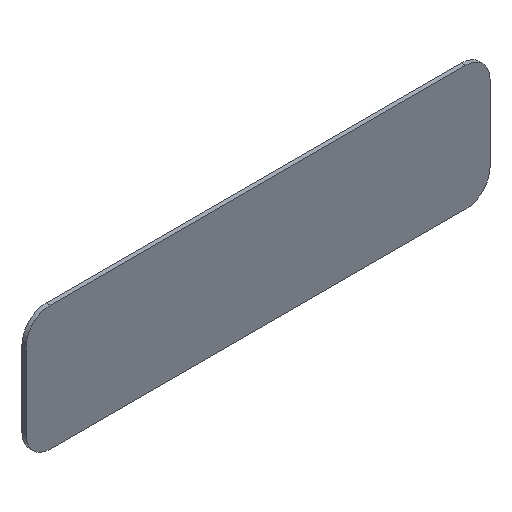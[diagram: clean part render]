
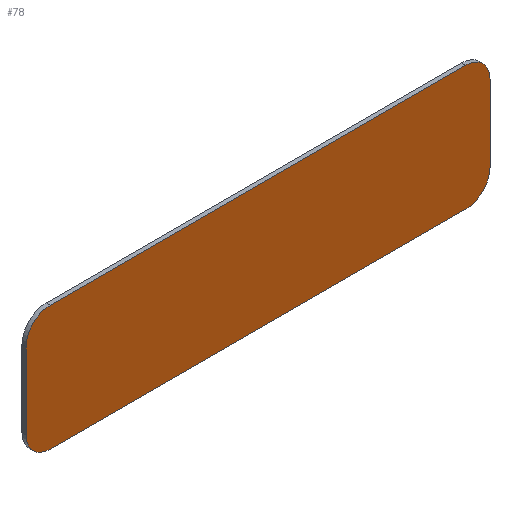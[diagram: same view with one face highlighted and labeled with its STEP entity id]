
A CAD part, isometric view. The second image highlights one B-rep face of the part: STEP entity #78.
In plain terms, the highlighted planar face has unit normal (0, -1, 0).
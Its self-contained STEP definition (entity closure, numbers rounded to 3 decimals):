
#2 = ORIENTED_EDGE ( 'NONE', *, *, #47, .T. ) ;
#3 = VECTOR ( 'NONE', #195, 1000. ) ;
#16 = DIRECTION ( 'NONE',  ( 0., 0., 1. ) ) ;
#19 = LINE ( 'NONE', #151, #305 ) ;
#22 = DIRECTION ( 'NONE',  ( 0., 0., 1. ) ) ;
#24 = ORIENTED_EDGE ( 'NONE', *, *, #273, .T. ) ;
#26 = CIRCLE ( 'NONE', #72, 26. ) ;
#32 = DIRECTION ( 'NONE',  ( 0., -1., 0. ) ) ;
#33 = VERTEX_POINT ( 'NONE', #87 ) ;
#47 = EDGE_CURVE ( 'NONE', #162, #111, #270, .T. ) ;
#49 = FACE_OUTER_BOUND ( 'NONE', #232, .T. ) ;
#53 = CARTESIAN_POINT ( 'NONE',  ( -251.071, 0., -112.5 ) ) ;
#60 = VERTEX_POINT ( 'NONE', #114 ) ;
#61 = ORIENTED_EDGE ( 'NONE', *, *, #254, .T. ) ;
#62 = AXIS2_PLACEMENT_3D ( 'NONE', #267, #194, #173 ) ;
#65 = EDGE_CURVE ( 'NONE', #111, #33, #216, .T. ) ;
#69 = CIRCLE ( 'NONE', #159, 26. ) ;
#72 = AXIS2_PLACEMENT_3D ( 'NONE', #200, #76, #223 ) ;
#75 = EDGE_CURVE ( 'NONE', #302, #148, #80, .T. ) ;
#76 = DIRECTION ( 'NONE',  ( 0., -1., 0. ) ) ;
#78 = ADVANCED_FACE ( 'NONE', ( #49 ), #301, .T. ) ;
#80 = LINE ( 'NONE', #82, #191 ) ;
#82 = CARTESIAN_POINT ( 'NONE',  ( 250.002, 0., -30. ) ) ;
#83 = ORIENTED_EDGE ( 'NONE', *, *, #112, .T. ) ;
#87 = CARTESIAN_POINT ( 'NONE',  ( 224.002, 0., -138.5 ) ) ;
#89 = DIRECTION ( 'NONE',  ( 1., 0., 0. ) ) ;
#95 = DIRECTION ( 'NONE',  ( -1., 0., 0. ) ) ;
#105 = ORIENTED_EDGE ( 'NONE', *, *, #174, .T. ) ;
#107 = VECTOR ( 'NONE', #89, 1000. ) ;
#109 = ORIENTED_EDGE ( 'NONE', *, *, #315, .T. ) ;
#111 = VERTEX_POINT ( 'NONE', #136 ) ;
#112 = EDGE_CURVE ( 'NONE', #148, #192, #69, .T. ) ;
#114 = CARTESIAN_POINT ( 'NONE',  ( -251.071, 0., -30. ) ) ;
#122 = CARTESIAN_POINT ( 'NONE',  ( 224.002, 0., -4. ) ) ;
#132 = VERTEX_POINT ( 'NONE', #186 ) ;
#136 = CARTESIAN_POINT ( 'NONE',  ( -225.071, 0., -138.5 ) ) ;
#148 = VERTEX_POINT ( 'NONE', #204 ) ;
#151 = CARTESIAN_POINT ( 'NONE',  ( -225.071, 0., -4. ) ) ;
#159 = AXIS2_PLACEMENT_3D ( 'NONE', #230, #189, #22 ) ;
#160 = DIRECTION ( 'NONE',  ( 0., -1., 0. ) ) ;
#162 = VERTEX_POINT ( 'NONE', #53 ) ;
#170 = AXIS2_PLACEMENT_3D ( 'NONE', #224, #160, #16 ) ;
#173 = DIRECTION ( 'NONE',  ( 0., 0., 1. ) ) ;
#174 = EDGE_CURVE ( 'NONE', #60, #162, #213, .T. ) ;
#181 = DIRECTION ( 'NONE',  ( 0., 0., 1. ) ) ;
#186 = CARTESIAN_POINT ( 'NONE',  ( -225.071, 0., -4. ) ) ;
#189 = DIRECTION ( 'NONE',  ( 0., -1., 0. ) ) ;
#191 = VECTOR ( 'NONE', #181, 1000. ) ;
#192 = VERTEX_POINT ( 'NONE', #122 ) ;
#194 = DIRECTION ( 'NONE',  ( 0., -1., 0. ) ) ;
#195 = DIRECTION ( 'NONE',  ( 0., 0., -1. ) ) ;
#200 = CARTESIAN_POINT ( 'NONE',  ( -225.071, 0., -30. ) ) ;
#201 = ORIENTED_EDGE ( 'NONE', *, *, #65, .T. ) ;
#203 = CARTESIAN_POINT ( 'NONE',  ( -225.071, 0., -30. ) ) ;
#204 = CARTESIAN_POINT ( 'NONE',  ( 250.002, 0., -30. ) ) ;
#213 = LINE ( 'NONE', #309, #3 ) ;
#216 = LINE ( 'NONE', #312, #107 ) ;
#223 = DIRECTION ( 'NONE',  ( 0., 0., -1. ) ) ;
#224 = CARTESIAN_POINT ( 'NONE',  ( 224.002, 0., -112.5 ) ) ;
#230 = CARTESIAN_POINT ( 'NONE',  ( 224.002, 0., -30. ) ) ;
#232 = EDGE_LOOP ( 'NONE', ( #61, #105, #2, #201, #109, #251, #83, #24 ) ) ;
#247 = CARTESIAN_POINT ( 'NONE',  ( 250.002, 0., -112.5 ) ) ;
#251 = ORIENTED_EDGE ( 'NONE', *, *, #75, .T. ) ;
#254 = EDGE_CURVE ( 'NONE', #132, #60, #26, .T. ) ;
#264 = CIRCLE ( 'NONE', #170, 26. ) ;
#267 = CARTESIAN_POINT ( 'NONE',  ( -225.071, 0., -112.5 ) ) ;
#270 = CIRCLE ( 'NONE', #62, 26. ) ;
#272 = AXIS2_PLACEMENT_3D ( 'NONE', #203, #32, #304 ) ;
#273 = EDGE_CURVE ( 'NONE', #192, #132, #19, .T. ) ;
#301 = PLANE ( 'NONE',  #272 ) ;
#302 = VERTEX_POINT ( 'NONE', #247 ) ;
#304 = DIRECTION ( 'NONE',  ( 0., 0., -1. ) ) ;
#305 = VECTOR ( 'NONE', #95, 1000. ) ;
#309 = CARTESIAN_POINT ( 'NONE',  ( -251.071, 0., -30. ) ) ;
#312 = CARTESIAN_POINT ( 'NONE',  ( -225.071, 0., -138.5 ) ) ;
#315 = EDGE_CURVE ( 'NONE', #33, #302, #264, .T. ) ;
